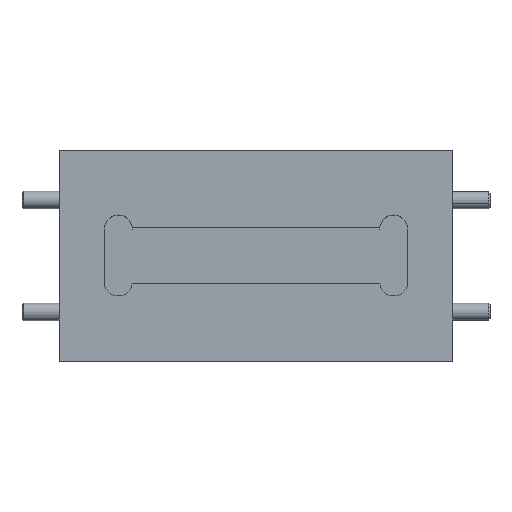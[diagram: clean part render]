
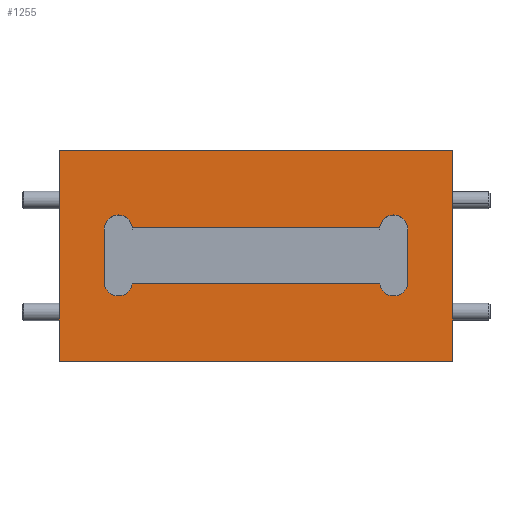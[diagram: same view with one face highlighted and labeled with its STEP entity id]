
A CAD part, top view. The second image highlights one B-rep face of the part: STEP entity #1255.
In plain terms, the highlighted planar face has unit normal (0, 0, 1).
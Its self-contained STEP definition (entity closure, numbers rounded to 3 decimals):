
#34 = VECTOR ( 'NONE', #1566, 1000. ) ;
#242 = EDGE_CURVE ( 'NONE', #14979, #7512, #12060, .T. ) ;
#394 = DIRECTION ( 'NONE',  ( -1., 0., 0. ) ) ;
#868 = CIRCLE ( 'NONE', #6991, 1.27 ) ;
#1016 = EDGE_CURVE ( 'NONE', #6612, #7348, #868, .T. ) ;
#1023 = ORIENTED_EDGE ( 'NONE', *, *, #13407, .F. ) ;
#1026 = ORIENTED_EDGE ( 'NONE', *, *, #1952, .T. ) ;
#1097 = CARTESIAN_POINT ( 'NONE',  ( 12.446, -2.362, 12.7 ) ) ;
#1102 = CARTESIAN_POINT ( 'NONE',  ( -12.446, -2.362, 12.7 ) ) ;
#1255 = ADVANCED_FACE ( 'NONE', ( #9486, #4186 ), #15810, .F. ) ;
#1464 = DIRECTION ( 'NONE',  ( 0., -1., 0. ) ) ;
#1476 = CARTESIAN_POINT ( 'NONE',  ( 11.176, 2.54, 12.7 ) ) ;
#1566 = DIRECTION ( 'NONE',  ( 0., -1., 0. ) ) ;
#1658 = EDGE_LOOP ( 'NONE', ( #12969, #1023, #11906, #10785 ) ) ;
#1679 = VECTOR ( 'NONE', #8510, 1000. ) ;
#1718 = VECTOR ( 'NONE', #1464, 1000. ) ;
#1952 = EDGE_CURVE ( 'NONE', #8983, #11332, #6553, .T. ) ;
#2382 = ORIENTED_EDGE ( 'NONE', *, *, #4597, .F. ) ;
#2614 = CARTESIAN_POINT ( 'NONE',  ( 13.716, 2.413, 12.7 ) ) ;
#2640 = CARTESIAN_POINT ( 'NONE',  ( 17.78, 9.525, 12.7 ) ) ;
#2966 = VECTOR ( 'NONE', #3217, 1000. ) ;
#3030 = AXIS2_PLACEMENT_3D ( 'NONE', #3898, #5221, #10288 ) ;
#3147 = DIRECTION ( 'NONE',  ( -1., 0., 0. ) ) ;
#3217 = DIRECTION ( 'NONE',  ( 0., -1., 0. ) ) ;
#3277 = LINE ( 'NONE', #7052, #14213 ) ;
#3410 = DIRECTION ( 'NONE',  ( 0., 0., -1. ) ) ;
#3556 = CIRCLE ( 'NONE', #5434, 1.27 ) ;
#3688 = CARTESIAN_POINT ( 'NONE',  ( -13.716, 0., 12.7 ) ) ;
#3787 = CARTESIAN_POINT ( 'NONE',  ( 13.716, 0., 12.7 ) ) ;
#3898 = CARTESIAN_POINT ( 'NONE',  ( -12.446, 2.413, 12.7 ) ) ;
#4134 = VERTEX_POINT ( 'NONE', #8336 ) ;
#4186 = FACE_BOUND ( 'NONE', #10326, .T. ) ;
#4218 = CARTESIAN_POINT ( 'NONE',  ( 11.189, -2.54, 12.7 ) ) ;
#4305 = AXIS2_PLACEMENT_3D ( 'NONE', #12150, #3410, #16064 ) ;
#4398 = CARTESIAN_POINT ( 'NONE',  ( -13.716, 2.413, 12.7 ) ) ;
#4442 = ORIENTED_EDGE ( 'NONE', *, *, #1016, .F. ) ;
#4597 = EDGE_CURVE ( 'NONE', #10058, #14979, #14865, .T. ) ;
#4673 = CARTESIAN_POINT ( 'NONE',  ( -11.176, 2.54, 12.7 ) ) ;
#5010 = ORIENTED_EDGE ( 'NONE', *, *, #242, .F. ) ;
#5138 = LINE ( 'NONE', #1476, #10766 ) ;
#5221 = DIRECTION ( 'NONE',  ( 0., 0., 1. ) ) ;
#5235 = CARTESIAN_POINT ( 'NONE',  ( 17.78, -9.525, 12.7 ) ) ;
#5330 = ORIENTED_EDGE ( 'NONE', *, *, #6682, .T. ) ;
#5434 = AXIS2_PLACEMENT_3D ( 'NONE', #1097, #6183, #16318 ) ;
#5557 = ORIENTED_EDGE ( 'NONE', *, *, #13360, .T. ) ;
#5902 = ORIENTED_EDGE ( 'NONE', *, *, #9263, .F. ) ;
#5991 = LINE ( 'NONE', #13540, #11959 ) ;
#6173 = CIRCLE ( 'NONE', #4305, 1.27 ) ;
#6183 = DIRECTION ( 'NONE',  ( 0., 0., -1. ) ) ;
#6353 = EDGE_CURVE ( 'NONE', #8516, #10058, #10349, .T. ) ;
#6553 = LINE ( 'NONE', #3787, #1718 ) ;
#6612 = VERTEX_POINT ( 'NONE', #13315 ) ;
#6682 = EDGE_CURVE ( 'NONE', #4134, #8983, #6173, .T. ) ;
#6735 = CARTESIAN_POINT ( 'NONE',  ( 11.176, 2.54, 12.7 ) ) ;
#6991 = AXIS2_PLACEMENT_3D ( 'NONE', #1102, #16322, #16151 ) ;
#7052 = CARTESIAN_POINT ( 'NONE',  ( -17.78, 9.525, 12.7 ) ) ;
#7192 = EDGE_CURVE ( 'NONE', #7348, #15350, #5991, .T. ) ;
#7348 = VERTEX_POINT ( 'NONE', #7649 ) ;
#7414 = EDGE_CURVE ( 'NONE', #14046, #8201, #14205, .T. ) ;
#7512 = VERTEX_POINT ( 'NONE', #4398 ) ;
#7649 = CARTESIAN_POINT ( 'NONE',  ( -11.189, -2.54, 12.7 ) ) ;
#7952 = CARTESIAN_POINT ( 'NONE',  ( -17.78, -9.525, 12.7 ) ) ;
#8201 = VERTEX_POINT ( 'NONE', #8841 ) ;
#8336 = CARTESIAN_POINT ( 'NONE',  ( 11.176, 2.413, 12.7 ) ) ;
#8477 = CARTESIAN_POINT ( 'NONE',  ( -17.78, 9.525, 12.7 ) ) ;
#8510 = DIRECTION ( 'NONE',  ( 0., -1., 0. ) ) ;
#8516 = VERTEX_POINT ( 'NONE', #6735 ) ;
#8547 = CARTESIAN_POINT ( 'NONE',  ( -11.176, 2.54, 12.7 ) ) ;
#8549 = DIRECTION ( 'NONE',  ( 1., 0., 0. ) ) ;
#8702 = DIRECTION ( 'NONE',  ( 0., -1., 0. ) ) ;
#8730 = ORIENTED_EDGE ( 'NONE', *, *, #12411, .T. ) ;
#8841 = CARTESIAN_POINT ( 'NONE',  ( 17.78, -9.525, 12.7 ) ) ;
#8983 = VERTEX_POINT ( 'NONE', #2614 ) ;
#9263 = EDGE_CURVE ( 'NONE', #7512, #6612, #13581, .T. ) ;
#9486 = FACE_OUTER_BOUND ( 'NONE', #1658, .T. ) ;
#9981 = DIRECTION ( 'NONE',  ( 1., 0., 0. ) ) ;
#10058 = VERTEX_POINT ( 'NONE', #4673 ) ;
#10116 = EDGE_CURVE ( 'NONE', #13258, #8201, #11309, .T. ) ;
#10288 = DIRECTION ( 'NONE',  ( 1., 0., 0. ) ) ;
#10326 = EDGE_LOOP ( 'NONE', ( #8730, #14620, #4442, #5902, #5010, #2382, #12953, #5557, #5330, #1026 ) ) ;
#10349 = LINE ( 'NONE', #12937, #14423 ) ;
#10766 = VECTOR ( 'NONE', #13014, 1000. ) ;
#10785 = ORIENTED_EDGE ( 'NONE', *, *, #10116, .T. ) ;
#11309 = LINE ( 'NONE', #5235, #12775 ) ;
#11332 = VERTEX_POINT ( 'NONE', #14386 ) ;
#11754 = AXIS2_PLACEMENT_3D ( 'NONE', #14561, #15634, #3147 ) ;
#11898 = EDGE_CURVE ( 'NONE', #12665, #13258, #12364, .T. ) ;
#11906 = ORIENTED_EDGE ( 'NONE', *, *, #11898, .T. ) ;
#11921 = DIRECTION ( 'NONE',  ( 1., 0., 0. ) ) ;
#11959 = VECTOR ( 'NONE', #8549, 1000. ) ;
#12060 = CIRCLE ( 'NONE', #3030, 1.27 ) ;
#12150 = CARTESIAN_POINT ( 'NONE',  ( 12.446, 2.413, 12.7 ) ) ;
#12364 = LINE ( 'NONE', #16025, #12581 ) ;
#12411 = EDGE_CURVE ( 'NONE', #11332, #15350, #3556, .T. ) ;
#12581 = VECTOR ( 'NONE', #8702, 1000. ) ;
#12665 = VERTEX_POINT ( 'NONE', #8477 ) ;
#12699 = CARTESIAN_POINT ( 'NONE',  ( 17.78, 0., 12.7 ) ) ;
#12775 = VECTOR ( 'NONE', #9981, 1000. ) ;
#12937 = CARTESIAN_POINT ( 'NONE',  ( 11.176, 2.54, 12.7 ) ) ;
#12953 = ORIENTED_EDGE ( 'NONE', *, *, #6353, .F. ) ;
#12969 = ORIENTED_EDGE ( 'NONE', *, *, #7414, .F. ) ;
#13014 = DIRECTION ( 'NONE',  ( 0., -1., 0. ) ) ;
#13258 = VERTEX_POINT ( 'NONE', #7952 ) ;
#13315 = CARTESIAN_POINT ( 'NONE',  ( -13.716, -2.362, 12.7 ) ) ;
#13360 = EDGE_CURVE ( 'NONE', #8516, #4134, #5138, .T. ) ;
#13407 = EDGE_CURVE ( 'NONE', #12665, #14046, #3277, .T. ) ;
#13540 = CARTESIAN_POINT ( 'NONE',  ( 12.446, -2.54, 12.7 ) ) ;
#13581 = LINE ( 'NONE', #3688, #1679 ) ;
#14046 = VERTEX_POINT ( 'NONE', #2640 ) ;
#14205 = LINE ( 'NONE', #12699, #34 ) ;
#14213 = VECTOR ( 'NONE', #11921, 1000. ) ;
#14291 = CARTESIAN_POINT ( 'NONE',  ( -11.176, 2.413, 12.7 ) ) ;
#14386 = CARTESIAN_POINT ( 'NONE',  ( 13.716, -2.362, 12.7 ) ) ;
#14423 = VECTOR ( 'NONE', #394, 1000. ) ;
#14561 = CARTESIAN_POINT ( 'NONE',  ( 17.78, 0., 12.7 ) ) ;
#14620 = ORIENTED_EDGE ( 'NONE', *, *, #7192, .F. ) ;
#14865 = LINE ( 'NONE', #8547, #2966 ) ;
#14979 = VERTEX_POINT ( 'NONE', #14291 ) ;
#15350 = VERTEX_POINT ( 'NONE', #4218 ) ;
#15634 = DIRECTION ( 'NONE',  ( 0., 0., -1. ) ) ;
#15810 = PLANE ( 'NONE',  #11754 ) ;
#16025 = CARTESIAN_POINT ( 'NONE',  ( -17.78, 0., 12.7 ) ) ;
#16064 = DIRECTION ( 'NONE',  ( -1., 0., 0. ) ) ;
#16151 = DIRECTION ( 'NONE',  ( 1., 0., 0. ) ) ;
#16318 = DIRECTION ( 'NONE',  ( -1., 0., 0. ) ) ;
#16322 = DIRECTION ( 'NONE',  ( 0., 0., 1. ) ) ;
